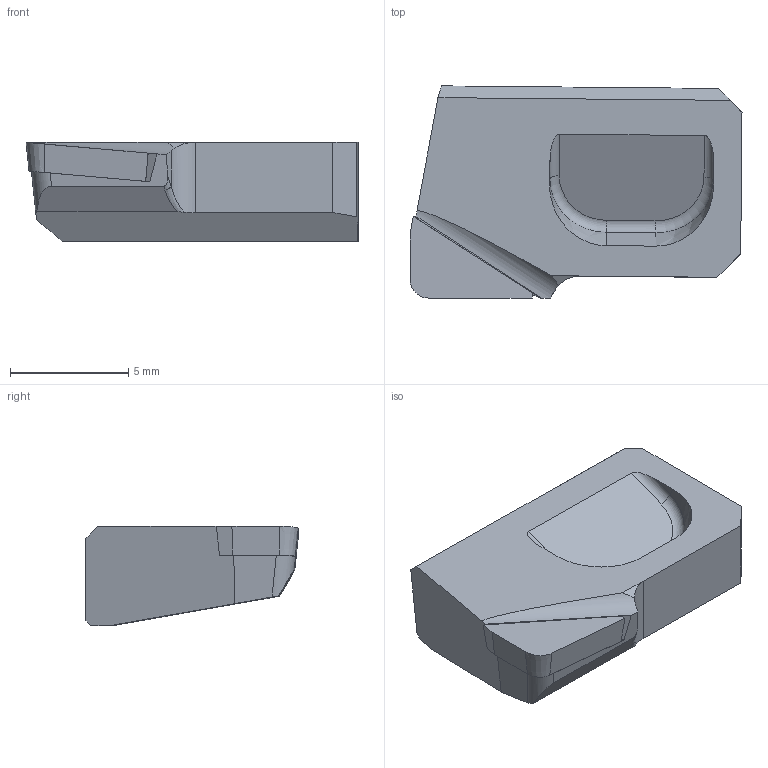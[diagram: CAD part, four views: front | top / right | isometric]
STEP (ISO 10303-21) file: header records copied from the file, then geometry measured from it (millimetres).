
FILE_DESCRIPTION(/* description */ (''),/* implementation_level */ '2;1');
FILE_NAME(/* name */ 'GOER1408PXFR2.stp',/* time_stamp */ '2021-09-07T08:29:14+09:00',/* author */ (''),/* organization */ (''),/* preprocessor_version */ 'ST-DEVELOPER v16',/* originating_system */ 'SIEMENS PLM Software NX 10.0',/* authorisation */ '');
FILE_SCHEMA (('AUTOMOTIVE_DESIGN { 1 0 10303 214 3 1 1 1 }'));
Length unit declared in the file: millimetre
Products named in the file (1): GOER1408PXFR2_ASM
Bounding box: 14.06 x 8.99 x 4.2 mm (x, y, z)
Volume: 371.6 mm3; surface area: 406 mm2
Topology: 2 solids, 2 shells, 43 faces, 129 edges, 113 vertices
Faces by surface type: plane 29, cylinder 7, cone 4, torus 2, bspline 1
Entity records: 1686 total; most frequent: CARTESIAN_POINT 397, DIRECTION 241, ORIENTED_EDGE 218, EDGE_CURVE 109, LINE 89, VECTOR 89, AXIS2_PLACEMENT_3D 76, VERTEX_POINT 71
